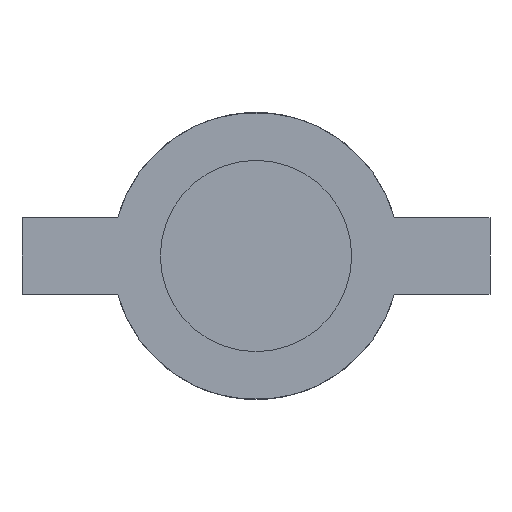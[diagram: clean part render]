
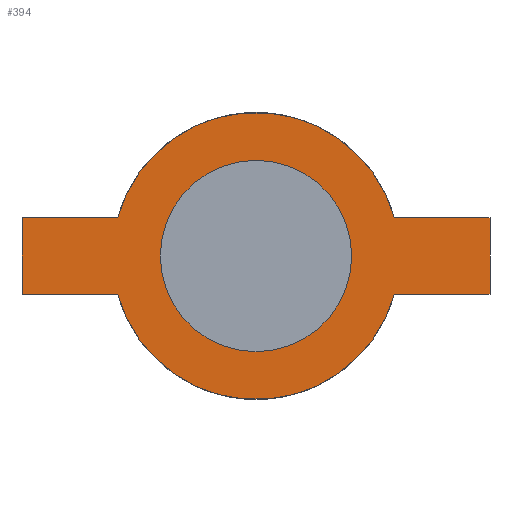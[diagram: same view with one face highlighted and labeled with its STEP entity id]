
A CAD part, front view. The second image highlights one B-rep face of the part: STEP entity #394.
In plain terms, the highlighted planar face has unit normal (0, -1, 0).
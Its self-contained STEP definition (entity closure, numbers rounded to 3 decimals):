
#26=FACE_BOUND('',#89,.T.);
#39=PLANE('',#451);
#60=FACE_OUTER_BOUND('',#88,.T.);
#88=EDGE_LOOP('',(#358,#359,#360,#361,#362,#363,#364,#365));
#89=EDGE_LOOP('',(#366));
#102=LINE('',#686,#135);
#106=LINE('',#695,#139);
#110=LINE('',#702,#143);
#115=LINE('',#720,#148);
#118=LINE('',#725,#151);
#120=LINE('',#729,#153);
#135=VECTOR('',#506,10.);
#139=VECTOR('',#512,10.);
#143=VECTOR('',#518,10.);
#148=VECTOR('',#535,10.);
#151=VECTOR('',#540,10.);
#153=VECTOR('',#544,10.);
#170=CIRCLE('',#447,7.5);
#171=CIRCLE('',#448,7.5);
#172=CIRCLE('',#450,5.);
#191=VERTEX_POINT('',#684);
#192=VERTEX_POINT('',#685);
#195=VERTEX_POINT('',#693);
#196=VERTEX_POINT('',#694);
#204=VERTEX_POINT('',#718);
#205=VERTEX_POINT('',#719);
#206=VERTEX_POINT('',#724);
#207=VERTEX_POINT('',#728);
#208=VERTEX_POINT('',#736);
#234=EDGE_CURVE('',#191,#192,#102,.T.);
#238=EDGE_CURVE('',#195,#196,#106,.T.);
#242=EDGE_CURVE('',#196,#191,#110,.T.);
#250=EDGE_CURVE('',#204,#205,#115,.T.);
#253=EDGE_CURVE('',#205,#206,#118,.T.);
#255=EDGE_CURVE('',#206,#207,#120,.T.);
#258=EDGE_CURVE('',#207,#195,#170,.T.);
#259=EDGE_CURVE('',#192,#204,#171,.T.);
#260=EDGE_CURVE('',#208,#208,#172,.T.);
#358=ORIENTED_EDGE('',*,*,#259,.T.);
#359=ORIENTED_EDGE('',*,*,#250,.T.);
#360=ORIENTED_EDGE('',*,*,#253,.T.);
#361=ORIENTED_EDGE('',*,*,#255,.T.);
#362=ORIENTED_EDGE('',*,*,#258,.T.);
#363=ORIENTED_EDGE('',*,*,#238,.T.);
#364=ORIENTED_EDGE('',*,*,#242,.T.);
#365=ORIENTED_EDGE('',*,*,#234,.T.);
#366=ORIENTED_EDGE('',*,*,#260,.T.);
#394=ADVANCED_FACE('',(#60,#26),#39,.F.);
#447=AXIS2_PLACEMENT_3D('',#733,#549,#550);
#448=AXIS2_PLACEMENT_3D('',#734,#551,#552);
#450=AXIS2_PLACEMENT_3D('',#737,#555,#556);
#451=AXIS2_PLACEMENT_3D('',#739,#558,#559);
#506=DIRECTION('',(1.,0.,0.));
#512=DIRECTION('',(-1.,0.,0.));
#518=DIRECTION('',(0.,0.,-1.));
#535=DIRECTION('',(1.,0.,0.));
#540=DIRECTION('',(0.,0.,1.));
#544=DIRECTION('',(-1.,0.,0.));
#549=DIRECTION('center_axis',(0.,-1.,0.));
#550=DIRECTION('ref_axis',(1.,0.,0.));
#551=DIRECTION('center_axis',(0.,-1.,0.));
#552=DIRECTION('ref_axis',(1.,0.,0.));
#555=DIRECTION('center_axis',(0.,1.,0.));
#556=DIRECTION('ref_axis',(1.,0.,0.));
#558=DIRECTION('center_axis',(0.,1.,0.));
#559=DIRECTION('ref_axis',(0.,0.,1.));
#684=CARTESIAN_POINT('',(-12.228,0.,-2.));
#685=CARTESIAN_POINT('',(-7.228,0.,-2.));
#686=CARTESIAN_POINT('',(-12.228,0.,-2.));
#693=CARTESIAN_POINT('',(-7.228,0.,2.));
#694=CARTESIAN_POINT('',(-12.228,0.,2.));
#695=CARTESIAN_POINT('',(-7.228,0.,2.));
#702=CARTESIAN_POINT('',(-12.228,0.,2.));
#718=CARTESIAN_POINT('',(7.228,0.,-2.));
#719=CARTESIAN_POINT('',(12.228,0.,-2.));
#720=CARTESIAN_POINT('',(7.228,0.,-2.));
#724=CARTESIAN_POINT('',(12.228,0.,2.));
#725=CARTESIAN_POINT('',(12.228,0.,-2.));
#728=CARTESIAN_POINT('',(7.228,0.,2.));
#729=CARTESIAN_POINT('',(12.228,0.,2.));
#733=CARTESIAN_POINT('Origin',(0.,0.,0.));
#734=CARTESIAN_POINT('Origin',(0.,0.,0.));
#736=CARTESIAN_POINT('',(-5.,0.,0.));
#737=CARTESIAN_POINT('Origin',(0.,0.,0.));
#739=CARTESIAN_POINT('Origin',(0.,0.,0.));
